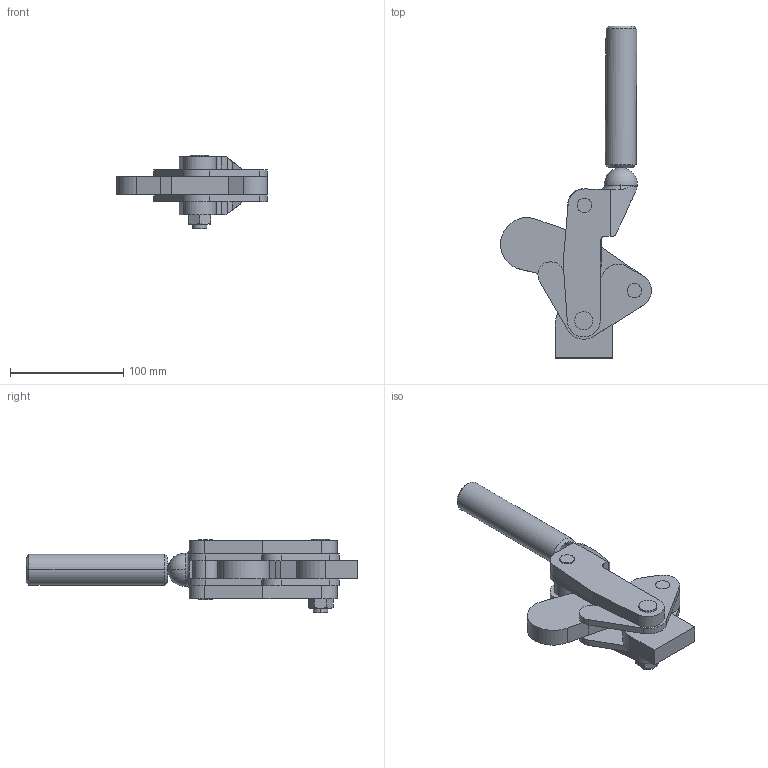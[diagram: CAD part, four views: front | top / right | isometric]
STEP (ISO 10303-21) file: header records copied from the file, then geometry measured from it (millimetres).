
FILE_DESCRIPTION (( 'STEP AP214' ), '1' );
FILE_NAME ('GH-70610(Â²¤Æ).STEP', '2020-03-06T07:07:11', ( 'LinWei' ), ( '' ), 'SwSTEP 2.0', 'SolidWorks 2016', '' );
FILE_SCHEMA (( 'AUTOMOTIVE_DESIGN' ));
Length unit declared in the file: millimetre
Products named in the file (7): 17060501-1^GH-70610(簡化); Group5^GH-70610(簡化); Group3^GH-70610(簡化); Group1^GH-70610(簡化); GH-70610(簡化); 3700929-1^GH-70610(簡化); 3700908-1^GH-70610(簡化)
Assembly tree (6 placements, depth 2):
  GH-70610(簡化)
    Group1^GH-70610(簡化)
    Group3^GH-70610(簡化)
    Group5^GH-70610(簡化)
    17060501-1^GH-70610(簡化)
    3700908-1^GH-70610(簡化)
    3700929-1^GH-70610(簡化)
Bounding box: 133.19 x 292.96 x 65 mm (x, y, z)
Volume: 368629.4 mm3; surface area: 109482 mm2
Topology: 6 solids, 6 shells, 155 faces, 382 edges, 250 vertices
Faces by surface type: cylinder 71, plane 66, cone 10, torus 6, sphere 2
Entity records: 5140 total; most frequent: CARTESIAN_POINT 923, DIRECTION 845, ORIENTED_EDGE 754, EDGE_CURVE 377, AXIS2_PLACEMENT_3D 329, VERTEX_POINT 247, EDGE_LOOP 188, VECTOR 187
